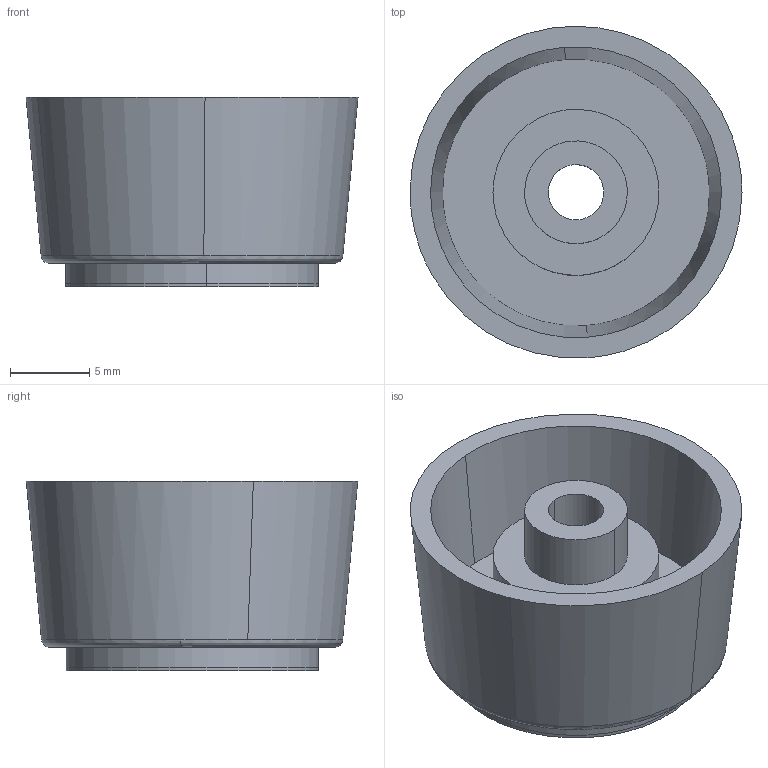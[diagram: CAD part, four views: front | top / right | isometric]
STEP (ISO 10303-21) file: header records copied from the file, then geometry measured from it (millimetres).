
FILE_DESCRIPTION((''),'2;1');
FILE_NAME('','2005-12-14T16:23:17',(''),(''),'','CADfix','');
FILE_SCHEMA(('AUTOMOTIVE_DESIGN'));
Length unit declared in the file: millimetre
Products named in the file (4): foot; cushion; coat; TM_201_5_32653_36
Assembly tree (3 placements, depth 2):
  TM_201_5_32653_36
    foot
    cushion
    coat
Bounding box: 21 x 20.97 x 12 mm (x, y, z)
Volume: 1797.2 mm3; surface area: 2961.3 mm2
Topology: 3 solids, 3 shells, 35 faces, 118 edges, 94 vertices
Faces by surface type: bspline 35
Entity records: 1605 total; most frequent: CARTESIAN_POINT 890, ORIENTED_EDGE 236, EDGE_CURVE 118, VERTEX_POINT 94, EDGE_LOOP 46, FACE_OUTER_BOUND 35, ADVANCED_FACE 35, QUASI_UNIFORM_CURVE 22
